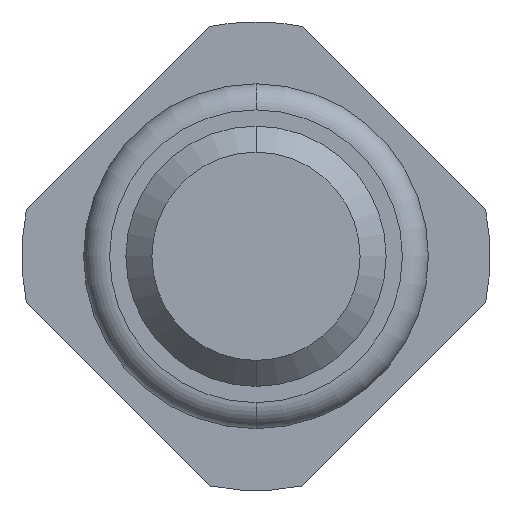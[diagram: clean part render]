
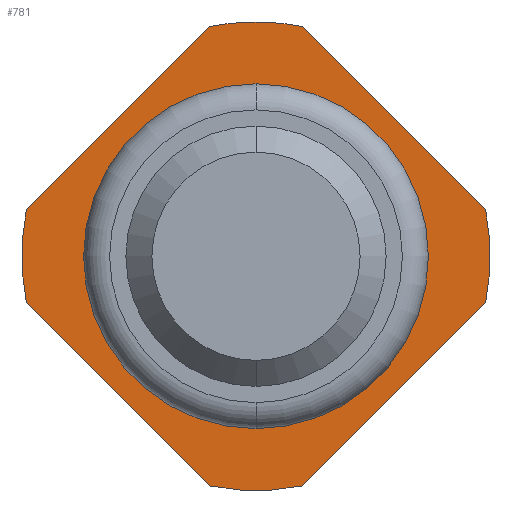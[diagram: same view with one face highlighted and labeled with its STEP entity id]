
A CAD part, front view. The second image highlights one B-rep face of the part: STEP entity #781.
In plain terms, the highlighted planar face has unit normal (0, -1, 0).
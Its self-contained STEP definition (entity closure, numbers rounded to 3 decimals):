
#14 = VECTOR ( 'NONE', #2499, 1000. ) ;
#19 = FACE_OUTER_BOUND ( 'NONE', #1286, .T. ) ;
#22 = EDGE_CURVE ( 'Defeature ausgef�hrt3_16+Defeature ausgef�hrt3_0+Defeature ausgef�hrt3_4+Defeature ausgef�hrt3_3', #3284, #3483, #2885, .T. ) ;
#57 = CARTESIAN_POINT ( 'NONE',  ( 0., -2., 0. ) ) ;
#80 = ORIENTED_EDGE ( 'NONE', *, *, #812, .F. ) ;
#210 = DIRECTION ( 'NONE',  ( 0., 0., 1. ) ) ;
#296 = DIRECTION ( 'NONE',  ( 0., 0., 1. ) ) ;
#335 = CARTESIAN_POINT ( 'NONE',  ( 0., -2., 0. ) ) ;
#377 = DIRECTION ( 'NONE',  ( 0., 0., 1. ) ) ;
#389 = CARTESIAN_POINT ( 'NONE',  ( 1.961, -2., -0.161 ) ) ;
#436 = ORIENTED_EDGE ( 'NONE', *, *, #1311, .F. ) ;
#491 = CARTESIAN_POINT ( 'NONE',  ( 1.961, -2., 0.161 ) ) ;
#533 = EDGE_CURVE ( 'Defeature ausgef�hrt3_0+Defeature ausgef�hrt3_12+Defeature ausgef�hrt3_12+Defeature ausgef�hrt3_12', #3157, #652, #974, .T. ) ;
#577 = LINE ( 'NONE', #491, #14 ) ;
#596 = AXIS2_PLACEMENT_3D ( 'NONE', #971, #2695, #1839 ) ;
#637 = AXIS2_PLACEMENT_3D ( 'NONE', #2892, #3522, #296 ) ;
#652 = VERTEX_POINT ( 'NONE', #3602 ) ;
#699 = VECTOR ( 'NONE', #3026, 1000. ) ;
#704 = CARTESIAN_POINT ( 'NONE',  ( 1.764, -2., -0.357 ) ) ;
#752 = ORIENTED_EDGE ( 'NONE', *, *, #3249, .F. ) ;
#753 = CARTESIAN_POINT ( 'NONE',  ( -0.357, -2., 1.764 ) ) ;
#781 = ADVANCED_FACE ( 'Defeature ausgef�hrt3_0', ( #1461, #19 ), #2188, .F. ) ;
#811 = CARTESIAN_POINT ( 'NONE',  ( 0., -2., -1.325 ) ) ;
#812 = EDGE_CURVE ( 'Defeature ausgef�hrt3_18+Defeature ausgef�hrt3_0+Defeature ausgef�hrt3_2+Defeature ausgef�hrt3_1', #1301, #1639, #577, .T. ) ;
#840 = EDGE_CURVE ( 'Defeature ausgef�hrt3_17+Defeature ausgef�hrt3_0+Defeature ausgef�hrt3_3+Defeature ausgef�hrt3_2', #3488, #2167, #929, .T. ) ;
#864 = DIRECTION ( 'NONE',  ( 0., 1., 0. ) ) ;
#909 = CIRCLE ( 'NONE', #637, 1.8 ) ;
#929 = LINE ( 'NONE', #2175, #975 ) ;
#971 = CARTESIAN_POINT ( 'NONE',  ( 0., -2., 0. ) ) ;
#974 = CIRCLE ( 'NONE', #2679, 1.325 ) ;
#975 = VECTOR ( 'NONE', #3091, 1000. ) ;
#1037 = ORIENTED_EDGE ( 'NONE', *, *, #3687, .F. ) ;
#1043 = AXIS2_PLACEMENT_3D ( 'NONE', #3450, #864, #3781 ) ;
#1052 = CARTESIAN_POINT ( 'NONE',  ( 1.8, -2., 0. ) ) ;
#1220 = CARTESIAN_POINT ( 'NONE',  ( 0.357, -2., -1.764 ) ) ;
#1269 = CARTESIAN_POINT ( 'NONE',  ( -1.764, -2., -0.357 ) ) ;
#1284 = VERTEX_POINT ( 'NONE', #1220 ) ;
#1286 = EDGE_LOOP ( 'NONE', ( #80, #1933, #3346, #3248, #1037, #3304, #752, #436, #3121 ) ) ;
#1301 = VERTEX_POINT ( 'NONE', #3544 ) ;
#1311 = EDGE_CURVE ( 'Defeature ausgef�hrt3_15+Defeature ausgef�hrt3_0+Defeature ausgef�hrt3_1+Defeature ausgef�hrt3_4', #3064, #1284, #2680, .T. ) ;
#1322 = ORIENTED_EDGE ( 'NONE', *, *, #533, .T. ) ;
#1352 = CARTESIAN_POINT ( 'NONE',  ( 0., -2., 1.8 ) ) ;
#1461 = FACE_BOUND ( 'NONE', #2944, .T. ) ;
#1535 = CARTESIAN_POINT ( 'NONE',  ( -0.161, -2., -1.961 ) ) ;
#1630 = AXIS2_PLACEMENT_3D ( 'NONE', #1052, #2202, #210 ) ;
#1639 = VERTEX_POINT ( 'NONE', #3611 ) ;
#1741 = CARTESIAN_POINT ( 'NONE',  ( -0.357, -2., -1.764 ) ) ;
#1803 = DIRECTION ( 'NONE',  ( 0., 1., 0. ) ) ;
#1839 = DIRECTION ( 'NONE',  ( 0., 0., 1. ) ) ;
#1933 = ORIENTED_EDGE ( 'NONE', *, *, #2773, .F. ) ;
#1940 = CIRCLE ( 'NONE', #3458, 1.8 ) ;
#2016 = CARTESIAN_POINT ( 'NONE',  ( 0., -2., 0. ) ) ;
#2149 = VERTEX_POINT ( 'NONE', #1352 ) ;
#2165 = CIRCLE ( 'NONE', #2962, 1.8 ) ;
#2167 = VERTEX_POINT ( 'NONE', #753 ) ;
#2175 = CARTESIAN_POINT ( 'NONE',  ( -0.161, -2., 1.961 ) ) ;
#2188 = PLANE ( 'NONE',  #1630 ) ;
#2202 = DIRECTION ( 'NONE',  ( 0., 1., 0. ) ) ;
#2298 = ORIENTED_EDGE ( 'NONE', *, *, #3441, .T. ) ;
#2322 = DIRECTION ( 'NONE',  ( 0., 1., 0. ) ) ;
#2384 = EDGE_CURVE ( 'Defeature ausgef�hrt3_2+Defeature ausgef�hrt3_0+Defeature ausgef�hrt3_17+Defeature ausgef�hrt3_18', #2167, #2149, #2629, .T. ) ;
#2479 = CARTESIAN_POINT ( 'NONE',  ( -1.764, -2., 0.357 ) ) ;
#2499 = DIRECTION ( 'NONE',  ( 0.707, 0., -0.707 ) ) ;
#2566 = DIRECTION ( 'NONE',  ( 0., 1., 0. ) ) ;
#2579 = CIRCLE ( 'NONE', #596, 1.325 ) ;
#2588 = CIRCLE ( 'NONE', #2736, 1.8 ) ;
#2629 = CIRCLE ( 'NONE', #1043, 1.8 ) ;
#2679 = AXIS2_PLACEMENT_3D ( 'NONE', #335, #1803, #377 ) ;
#2680 = LINE ( 'NONE', #389, #3326 ) ;
#2695 = DIRECTION ( 'NONE',  ( 0., 1., 0. ) ) ;
#2736 = AXIS2_PLACEMENT_3D ( 'NONE', #2016, #2566, #3454 ) ;
#2773 = EDGE_CURVE ( 'Defeature ausgef�hrt3_2+Defeature ausgef�hrt3_0+Defeature ausgef�hrt3_17+Defeature ausgef�hrt3_18', #2149, #1301, #2588, .T. ) ;
#2885 = LINE ( 'NONE', #1535, #699 ) ;
#2892 = CARTESIAN_POINT ( 'NONE',  ( 0., -2., 0. ) ) ;
#2944 = EDGE_LOOP ( 'NONE', ( #2298, #1322 ) ) ;
#2962 = AXIS2_PLACEMENT_3D ( 'NONE', #3177, #2322, #3482 ) ;
#2980 = DIRECTION ( 'NONE',  ( 0., 1., 0. ) ) ;
#3026 = DIRECTION ( 'NONE',  ( -0.707, 0., 0.707 ) ) ;
#3064 = VERTEX_POINT ( 'NONE', #704 ) ;
#3091 = DIRECTION ( 'NONE',  ( 0.707, 0., 0.707 ) ) ;
#3121 = ORIENTED_EDGE ( 'NONE', *, *, #3298, .F. ) ;
#3157 = VERTEX_POINT ( 'NONE', #811 ) ;
#3177 = CARTESIAN_POINT ( 'NONE',  ( 0., -2., 0. ) ) ;
#3248 = ORIENTED_EDGE ( 'NONE', *, *, #840, .F. ) ;
#3249 = EDGE_CURVE ( 'Defeature ausgef�hrt3_4+Defeature ausgef�hrt3_0+Defeature ausgef�hrt3_15+Defeature ausgef�hrt3_16', #1284, #3284, #2165, .T. ) ;
#3250 = DIRECTION ( 'NONE',  ( -0.707, 0., -0.707 ) ) ;
#3259 = DIRECTION ( 'NONE',  ( 0., 0., 1. ) ) ;
#3284 = VERTEX_POINT ( 'NONE', #1741 ) ;
#3298 = EDGE_CURVE ( 'Defeature ausgef�hrt3_1+Defeature ausgef�hrt3_0+Defeature ausgef�hrt3_18+Defeature ausgef�hrt3_15', #1639, #3064, #1940, .T. ) ;
#3304 = ORIENTED_EDGE ( 'NONE', *, *, #22, .F. ) ;
#3326 = VECTOR ( 'NONE', #3250, 1000. ) ;
#3346 = ORIENTED_EDGE ( 'NONE', *, *, #2384, .F. ) ;
#3441 = EDGE_CURVE ( 'Defeature ausgef�hrt3_0+Defeature ausgef�hrt3_12+Defeature ausgef�hrt3_12+Defeature ausgef�hrt3_12', #652, #3157, #2579, .T. ) ;
#3450 = CARTESIAN_POINT ( 'NONE',  ( 0., -2., 0. ) ) ;
#3454 = DIRECTION ( 'NONE',  ( 0., 0., 1. ) ) ;
#3458 = AXIS2_PLACEMENT_3D ( 'NONE', #57, #2980, #3259 ) ;
#3482 = DIRECTION ( 'NONE',  ( 0., 0., 1. ) ) ;
#3483 = VERTEX_POINT ( 'NONE', #1269 ) ;
#3488 = VERTEX_POINT ( 'NONE', #2479 ) ;
#3522 = DIRECTION ( 'NONE',  ( 0., 1., 0. ) ) ;
#3544 = CARTESIAN_POINT ( 'NONE',  ( 0.357, -2., 1.764 ) ) ;
#3602 = CARTESIAN_POINT ( 'NONE',  ( 0., -2., 1.325 ) ) ;
#3611 = CARTESIAN_POINT ( 'NONE',  ( 1.764, -2., 0.357 ) ) ;
#3687 = EDGE_CURVE ( 'Defeature ausgef�hrt3_3+Defeature ausgef�hrt3_0+Defeature ausgef�hrt3_16+Defeature ausgef�hrt3_17', #3483, #3488, #909, .T. ) ;
#3781 = DIRECTION ( 'NONE',  ( 0., 0., 1. ) ) ;
